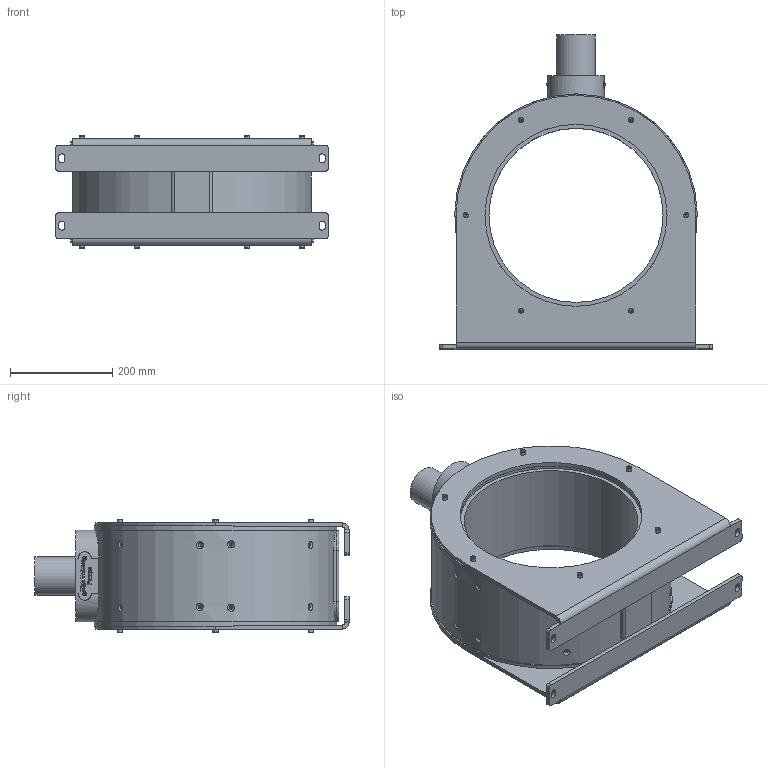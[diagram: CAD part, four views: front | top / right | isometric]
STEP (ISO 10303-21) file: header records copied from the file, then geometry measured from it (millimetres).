
FILE_DESCRIPTION (( 'STEP AP214' ), '1' );
FILE_NAME ('P-341-030-rev-A-MF.STEP', '2025-06-16T09:07:36', ( '' ), ( '' ), 'SwSTEP 2.0', 'SolidWorks 2024', '' );
FILE_SCHEMA (( 'AUTOMOTIVE_DESIGN' ));
Length unit declared in the file: millimetre
Products named in the file (1): P-341-030-rev-A-MF
Bounding box: 534 x 615.07 x 222 mm (x, y, z)
Volume: 19037766.6 mm3; surface area: 1022598.1 mm2
Topology: 1 solids, 1 shells, 1004 faces, 2556 edges, 1632 vertices
Faces by surface type: plane 597, bspline 204, cylinder 111, cone 74, torus 14, sphere 4
Full cylindrical faces by diameter (mm): 5 x14, 6.6 x16, 7.6 x4, 10 x12, 10.2 x6, 11.57 x6, 75 x1, 341 x1, 356.5 x2, 357 x2, 470 x1
Entity records: 52482 total; most frequent: CARTESIAN_POINT 20079, ORIENTED_EDGE 4648, DIRECTION 3844, EDGE_CURVE 2324, VERTEX_POINT 1552, LINE 1478, VECTOR 1478, EDGE_LOOP 1244
